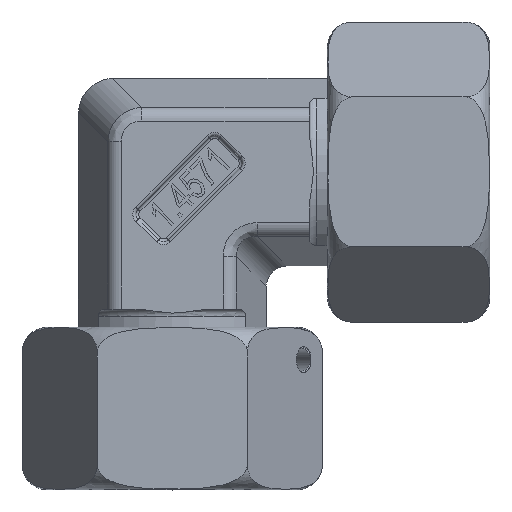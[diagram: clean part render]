
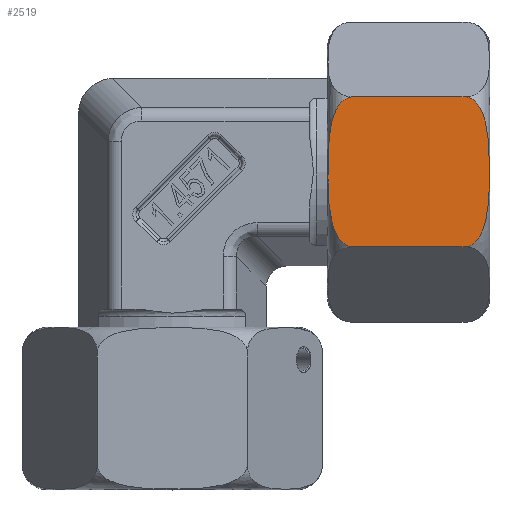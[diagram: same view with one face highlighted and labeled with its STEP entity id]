
A CAD part, top view. The second image highlights one B-rep face of the part: STEP entity #2519.
In plain terms, the highlighted planar face has unit normal (0, 0, 1).
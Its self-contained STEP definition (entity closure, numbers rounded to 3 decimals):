
#392=LINE('',#18955,#1082);
#393=LINE('',#18957,#1083);
#1082=VECTOR('',#12969,1.);
#1083=VECTOR('',#12972,1.);
#1866=FACE_OUTER_BOUND('',#3975,.T.);
#2519=ADVANCED_FACE('',(#1866),#3128,.F.);
#3128=PLANE('',#11793);
#3975=EDGE_LOOP('',(#5785,#5786,#5787,#5788));
#5785=ORIENTED_EDGE('',*,*,#9740,.T.);
#5786=ORIENTED_EDGE('',*,*,#9717,.T.);
#5787=ORIENTED_EDGE('',*,*,#9741,.F.);
#5788=ORIENTED_EDGE('',*,*,#9719,.T.);
#8395=VERTEX_POINT('',#18642);
#8399=VERTEX_POINT('',#18718);
#8400=VERTEX_POINT('',#18756);
#8402=VERTEX_POINT('',#18776);
#9717=EDGE_CURVE('',#8395,#8399,#11229,.T.);
#9719=EDGE_CURVE('',#8402,#8400,#11231,.T.);
#9740=EDGE_CURVE('',#8400,#8395,#392,.T.);
#9741=EDGE_CURVE('',#8402,#8399,#393,.T.);
#11229=B_SPLINE_CURVE_WITH_KNOTS('',3,(#18719,#18720,#18721,#18722,#18723,
#18724,#18725,#18726,#18727,#18728,#18729,#18730,#18731,#18732,#18733,#18734,
#18735,#18736),.UNSPECIFIED.,.F.,.F.,(4,2,2,2,2,2,2,2,4),(0.,0.062,
0.125,0.25,0.5,0.75,0.875,0.938,1.),.UNSPECIFIED.);
#11231=B_SPLINE_CURVE_WITH_KNOTS('',3,(#18758,#18759,#18760,#18761,#18762,
#18763,#18764,#18765,#18766,#18767,#18768,#18769,#18770,#18771,#18772,#18773,
#18774,#18775),.UNSPECIFIED.,.F.,.F.,(4,2,2,2,2,2,2,2,4),(0.,0.063,0.125,
0.25,0.5,0.75,0.875,0.938,1.),.UNSPECIFIED.);
#11793=AXIS2_PLACEMENT_3D('',#18958,#12973,#12974);
#12969=DIRECTION('',(1.,0.,0.));
#12972=DIRECTION('',(1.,0.,0.));
#12973=DIRECTION('',(0.,0.,-1.));
#12974=DIRECTION('',(0.,-1.,0.));
#18642=CARTESIAN_POINT('',(40.694,-10.392,18.));
#18718=CARTESIAN_POINT('',(40.694,10.392,18.));
#18719=CARTESIAN_POINT('',(40.694,-10.392,18.));
#18720=CARTESIAN_POINT('',(41.186,-10.338,18.));
#18721=CARTESIAN_POINT('',(41.625,-10.078,18.));
#18722=CARTESIAN_POINT('',(42.329,-9.389,18.));
#18723=CARTESIAN_POINT('',(42.593,-8.976,18.));
#18724=CARTESIAN_POINT('',(43.236,-7.659,18.));
#18725=CARTESIAN_POINT('',(43.46,-6.705,18.));
#18726=CARTESIAN_POINT('',(43.911,-3.833,18.));
#18727=CARTESIAN_POINT('',(43.928,-1.908,18.));
#18728=CARTESIAN_POINT('',(43.927,1.942,18.));
#18729=CARTESIAN_POINT('',(43.908,3.881,18.));
#18730=CARTESIAN_POINT('',(43.451,6.744,18.));
#18731=CARTESIAN_POINT('',(43.229,7.683,18.));
#18732=CARTESIAN_POINT('',(42.583,8.992,18.));
#18733=CARTESIAN_POINT('',(42.314,9.406,18.));
#18734=CARTESIAN_POINT('',(41.623,10.077,18.));
#18735=CARTESIAN_POINT('',(41.182,10.338,18.));
#18736=CARTESIAN_POINT('',(40.694,10.392,18.));
#18756=CARTESIAN_POINT('',(24.806,-10.392,18.));
#18758=CARTESIAN_POINT('',(24.806,10.392,18.));
#18759=CARTESIAN_POINT('',(24.314,10.338,18.));
#18760=CARTESIAN_POINT('',(23.875,10.078,18.));
#18761=CARTESIAN_POINT('',(23.171,9.389,18.));
#18762=CARTESIAN_POINT('',(22.907,8.976,18.));
#18763=CARTESIAN_POINT('',(22.264,7.659,18.));
#18764=CARTESIAN_POINT('',(22.04,6.705,18.));
#18765=CARTESIAN_POINT('',(21.589,3.833,18.));
#18766=CARTESIAN_POINT('',(21.572,1.908,18.));
#18767=CARTESIAN_POINT('',(21.573,-1.942,18.));
#18768=CARTESIAN_POINT('',(21.592,-3.881,18.));
#18769=CARTESIAN_POINT('',(22.049,-6.744,18.));
#18770=CARTESIAN_POINT('',(22.271,-7.683,18.));
#18771=CARTESIAN_POINT('',(22.917,-8.992,18.));
#18772=CARTESIAN_POINT('',(23.186,-9.406,18.));
#18773=CARTESIAN_POINT('',(23.877,-10.077,18.));
#18774=CARTESIAN_POINT('',(24.318,-10.338,18.));
#18775=CARTESIAN_POINT('',(24.806,-10.392,18.));
#18776=CARTESIAN_POINT('',(24.806,10.392,18.));
#18955=CARTESIAN_POINT('',(19.,-10.392,18.));
#18957=CARTESIAN_POINT('',(19.,10.392,18.));
#18958=CARTESIAN_POINT('',(19.,-10.392,18.));
